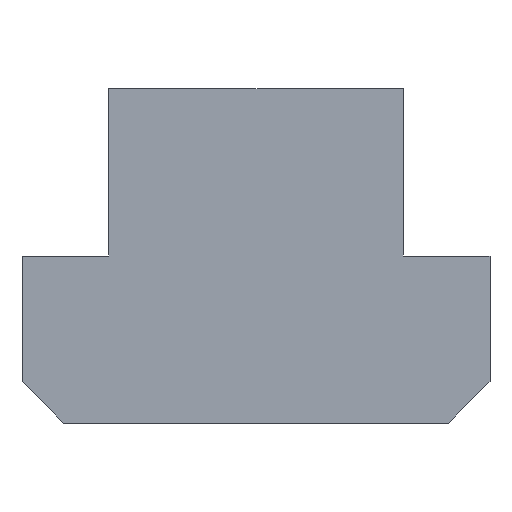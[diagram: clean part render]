
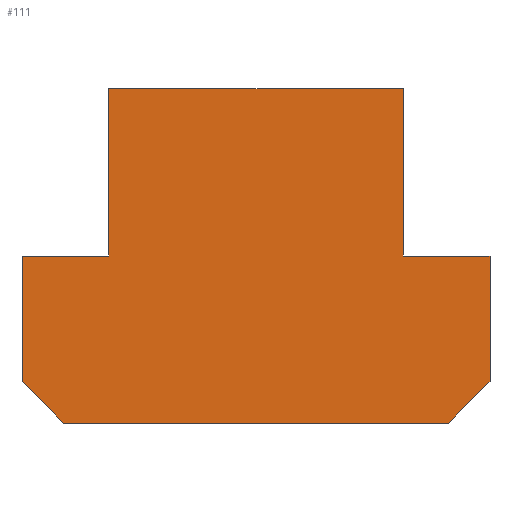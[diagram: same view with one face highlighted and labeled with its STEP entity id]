
A CAD part, front view. The second image highlights one B-rep face of the part: STEP entity #111.
In plain terms, the highlighted planar face has unit normal (0, -1, 0).
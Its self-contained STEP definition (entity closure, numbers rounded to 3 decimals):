
#111=ADVANCED_FACE('',(#293),#294,.T.);
#119=VERTEX_POINT('',#303);
#125=EDGE_CURVE('',#137,#243,#309,.T.);
#129=EDGE_CURVE('',#151,#137,#313,.T.);
#131=VERTEX_POINT('',#315);
#137=VERTEX_POINT('',#321);
#139=EDGE_CURVE('',#131,#151,#323,.T.);
#149=EDGE_CURVE('',#189,#181,#336,.T.);
#151=VERTEX_POINT('',#338);
#171=EDGE_CURVE('',#181,#131,#360,.T.);
#177=EDGE_CURVE('',#201,#189,#367,.T.);
#181=VERTEX_POINT('',#371);
#189=VERTEX_POINT('',#379);
#193=EDGE_CURVE('',#215,#201,#384,.T.);
#201=VERTEX_POINT('',#393);
#211=EDGE_CURVE('',#119,#215,#404,.T.);
#215=VERTEX_POINT('',#409);
#241=EDGE_CURVE('',#259,#119,#437,.T.);
#243=VERTEX_POINT('',#439);
#253=EDGE_CURVE('',#243,#259,#451,.T.);
#259=VERTEX_POINT('',#457);
#293=FACE_OUTER_BOUND('',#485,.T.);
#294=PLANE('',#486);
#303=CARTESIAN_POINT('',(-11.5,-14.0,-10.0));
#309=LINE('',#507,#508);
#313=LINE('',#512,#513);
#315=CARTESIAN_POINT('',(8.8,-14.0,10.0));
#321=CARTESIAN_POINT('',(14.0,-14.0,0.0));
#323=LINE('',#524,#525);
#336=LINE('',#543,#544);
#338=CARTESIAN_POINT('',(8.8,-14.0,0.0));
#360=LINE('',#578,#579);
#367=LINE('',#589,#590);
#371=CARTESIAN_POINT('',(-8.8,-14.0,10.0));
#379=CARTESIAN_POINT('',(-8.8,-14.0,0.0));
#384=LINE('',#615,#616);
#393=CARTESIAN_POINT('',(-14.,-14.0,0.0));
#404=LINE('',#645,#646);
#409=CARTESIAN_POINT('',(-14.,-14.0,-7.5));
#437=LINE('',#689,#690);
#439=CARTESIAN_POINT('',(14.0,-14.0,-7.5));
#451=LINE('',#708,#709);
#457=CARTESIAN_POINT('',(11.5,-14.0,-10.0));
#485=EDGE_LOOP('',(#738,#739,#740,#741,#742,#743,#744,#745,#746,#747));
#486=AXIS2_PLACEMENT_3D('',#748,#749,#750);
#507=CARTESIAN_POINT('',(14.0,-14.0,-7.5));
#508=VECTOR('',#764,1.0);
#512=CARTESIAN_POINT('',(14.0,-14.0,0.0));
#513=VECTOR('',#766,1.0);
#524=CARTESIAN_POINT('',(8.8,-14.0,0.0));
#525=VECTOR('',#767,1.0);
#543=CARTESIAN_POINT('',(-8.8,-14.0,10.0));
#544=VECTOR('',#788,1.0);
#578=CARTESIAN_POINT('',(8.8,-14.0,10.0));
#579=VECTOR('',#812,1.0);
#589=CARTESIAN_POINT('',(-8.8,-14.0,0.0));
#590=VECTOR('',#822,1.0);
#615=CARTESIAN_POINT('',(-14.,-14.0,0.0));
#616=VECTOR('',#837,1.0);
#645=CARTESIAN_POINT('',(-14.,-14.0,-7.5));
#646=VECTOR('',#858,1.0);
#689=CARTESIAN_POINT('',(-11.5,-14.0,-10.0));
#690=VECTOR('',#890,1.0);
#708=CARTESIAN_POINT('',(11.5,-14.0,-10.0));
#709=VECTOR('',#905,1.0);
#738=ORIENTED_EDGE('',*,*,#253,.F.);
#739=ORIENTED_EDGE('',*,*,#125,.F.);
#740=ORIENTED_EDGE('',*,*,#129,.F.);
#741=ORIENTED_EDGE('',*,*,#139,.F.);
#742=ORIENTED_EDGE('',*,*,#171,.F.);
#743=ORIENTED_EDGE('',*,*,#149,.F.);
#744=ORIENTED_EDGE('',*,*,#177,.F.);
#745=ORIENTED_EDGE('',*,*,#193,.F.);
#746=ORIENTED_EDGE('',*,*,#211,.F.);
#747=ORIENTED_EDGE('',*,*,#241,.F.);
#748=CARTESIAN_POINT('',(0.0,-14.0,-0.775));
#749=DIRECTION('',(0.0,-1.0,0.));
#750=DIRECTION('',(1.0,0.0,0.0));
#764=DIRECTION('',(0.0,0.,-1.0));
#766=DIRECTION('',(1.0,0.0,0.0));
#767=DIRECTION('',(0.0,0.,-1.0));
#788=DIRECTION('',(0.0,0.,1.0));
#812=DIRECTION('',(1.0,0.0,0.0));
#822=DIRECTION('',(1.0,0.0,0.0));
#837=DIRECTION('',(0.0,0.,1.0));
#858=DIRECTION('',(-0.707,0.,0.707));
#890=DIRECTION('',(-1.0,0.0,0.0));
#905=DIRECTION('',(-0.707,0.,-0.707));
